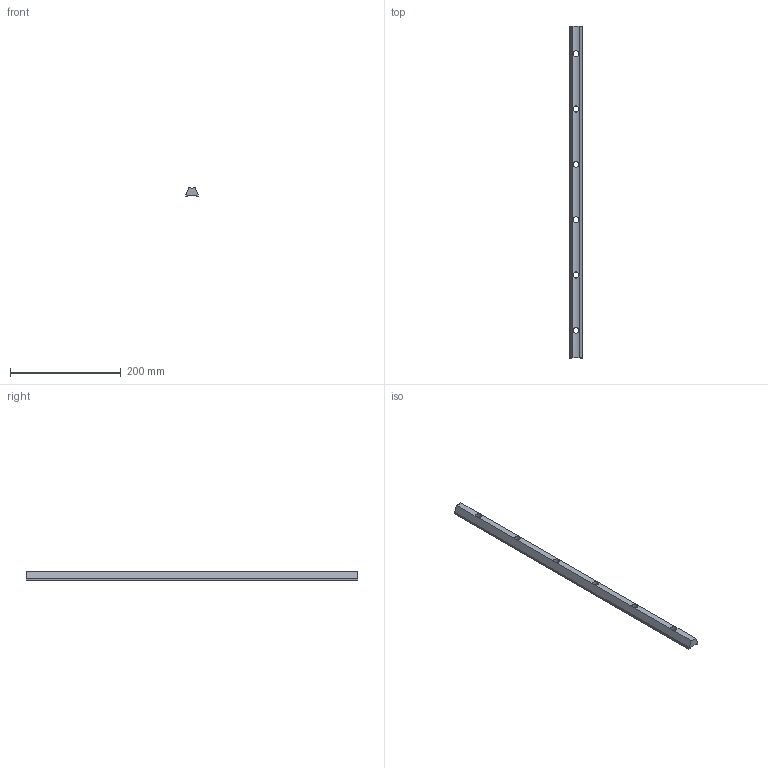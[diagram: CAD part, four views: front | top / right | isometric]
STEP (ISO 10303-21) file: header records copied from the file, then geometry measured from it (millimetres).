
FILE_DESCRIPTION( ( 'STEP AP214' ), '1' );
FILE_NAME( 'STSU-30.stp', '2010-07-30T09:27:06', ( ' ' ), ( ' ' ), 'XStep 1.0', ' ', ' ' );
FILE_SCHEMA( ( 'CONFIG_CONTROL_DESIGN) ( )' ) );
Length unit declared in the file: metre
Products named in the file (1): 1
Bounding box: 23 x 600 x 16.04 mm (x, y, z)
Volume: 138630.1 mm3; surface area: 46493 mm2
Topology: 1 solids, 1 shells, 25 faces, 75 edges, 46 vertices
Faces by surface type: cylinder 13, plane 12
Full cylindrical faces by diameter (mm): 11 x6
Entity records: 1445 total; most frequent: CARTESIAN_POINT 621, ORIENTED_EDGE 126, DIRECTION 111, EDGE_CURVE 63, LINE 43, VECTOR 43, VERTEX_POINT 40, EDGE_LOOP 37
